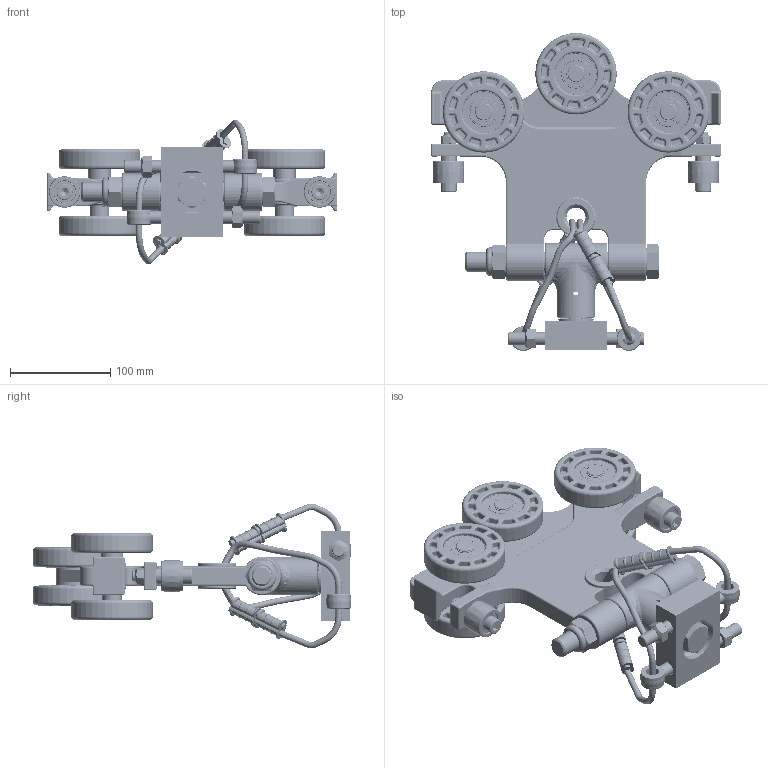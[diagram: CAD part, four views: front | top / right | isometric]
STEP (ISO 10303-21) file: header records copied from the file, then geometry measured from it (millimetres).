
FILE_DESCRIPTION((''),'2;1');
FILE_NAME('22046 ETA-8 SINGLE END TRUCK WITH KU.stp','2011-03-22T09:57:33',('jholman'),(''),'Autodesk Inventor 2011','Autodesk Inventor 2011','');
FILE_SCHEMA(('AUTOMOTIVE_DESIGN { 1 0 10303 214 1 1 1 1 }'));
Length unit declared in the file: inch
Products named in the file (31): 22046; 20069; 3D1105B4D; 3D11JDF4B; 57141; 3D11I6B4A; 32045; 3D11HDF4B; 3D11IDF4A; 3D11H6B4A; 3D11ODF4B; 3D11KDF4A; 3D11MDF4A; 3D11LDF4A; 3D11NDF4A; Hex Nut - UNC (Regular Thread - Inch) 3/8 - 16; Hex Cap Screw - Metric M20 x 180; 3D1173G4D; AS 1420 - Metric M10 x 50; 3D11GUC4C; 3D1195B4B; 3D11S3B4B; 3D11T2B4A; Prevailing Torque Type Hex Nut - UNC (Regular Thread - Inch)  (IFI) 1/2 - 13 Metal Type; 3D115FD4B; 3D11BOD4B; 3D11D9B4B; ANSI/AFBMA 21.1 NT - Thrust Needle Roller And Cage Assembly (Inch) 20NT01; 3D11G3B4A; 3D114MD4D; 3D111MD4A
Assembly tree (57 placements, depth 4):
  22046
    20069
      3D1105B4D
      3D11JDF4B  x2
      57141
      3D11I6B4A  x3
      32045  x6
        3D11HDF4B
        3D11IDF4A
      3D11H6B4A  x6
      3D11ODF4B  x2
        3D11KDF4A
        3D11MDF4A
        3D11LDF4A
        3D11NDF4A
      Hex Nut - UNC (Regular Thread - Inch) 3/8 - 16  x2
      Hex Cap Screw - Metric M20 x 180
      3D1173G4D
      AS 1420 - Metric M10 x 50  x2
    3D11GUC4C
      3D1195B4B
      3D11S3B4B
      3D11T2B4A
      Prevailing Torque Type Hex Nut - UNC (Regular Thread - Inch)  (IFI) 1/2 - 13 Metal Type  x2
      3D115FD4B  x2
      3D11BOD4B
      3D11D9B4B  x4
      ANSI/AFBMA 21.1 NT - Thrust Needle Roller And Cage Assembly (Inch) 20NT01  x2
      3D11G3B4A
    3D114MD4D  x2
    3D111MD4A  x4
Bounding box: 288.93 x 316.87 x 143.96 mm (x, y, z)
Volume: 1570320 mm3; surface area: 430454.2 mm2
Topology: 92 solids, 94 shells, 6896 faces, 15880 edges, 8770 vertices
Faces by surface type: plane 1837, bspline 1646, torus 1211, cylinder 1048, sphere 746, cone 408
Full cylindrical faces by diameter (mm): 1.016 x12, 1.321 x6, 2 x32, 6.35 x25, 7.798 x2, 9.525 x8, 9.754 x2, 10 x2, 10.592 x2, 12.7 x8, 14.288 x2, 15.392 x2, 15.875 x2, 15.977 x4, 16 x2, 16.954 x12, 16.993 x6, 17.475 x1, 17.602 x1, 17.78 x2, 17.882 x3, 18.974 x1, 19.05 x14, 19.844 x1, 20 x3, 20.638 x3, 22.098 x4, 22.174 x4, 22.225 x7, 22.606 x4
Entity records: 61350 total; most frequent: CARTESIAN_POINT 21583, DIRECTION 8010, ORIENTED_EDGE 7624, EDGE_CURVE 3812, AXIS2_PLACEMENT_3D 3463, VERTEX_POINT 2320, EDGE_LOOP 2286, FACE_OUTER_BOUND 1865
